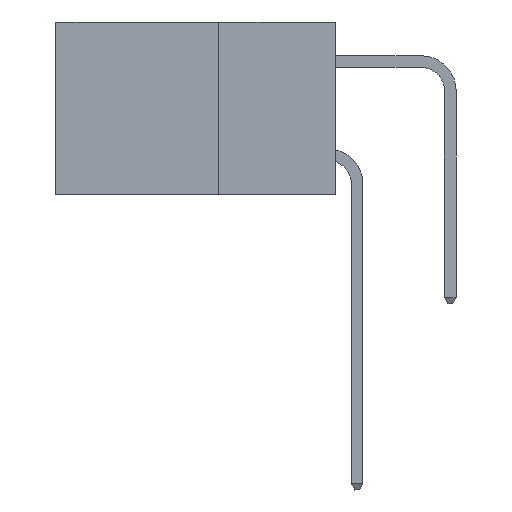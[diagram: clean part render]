
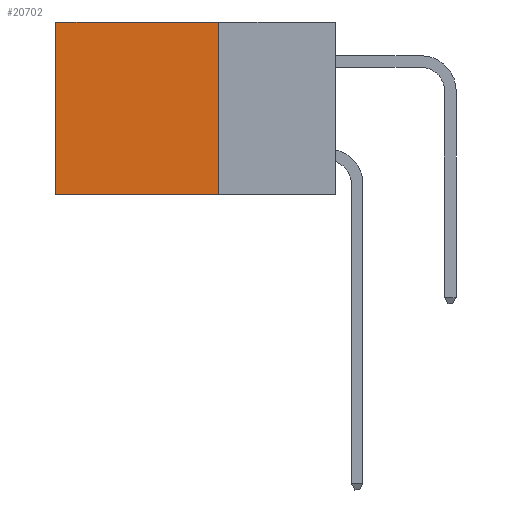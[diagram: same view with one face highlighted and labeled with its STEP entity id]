
A CAD part, left-side view. The second image highlights one B-rep face of the part: STEP entity #20702.
In plain terms, the highlighted planar face has unit normal (-1, 0, 0).
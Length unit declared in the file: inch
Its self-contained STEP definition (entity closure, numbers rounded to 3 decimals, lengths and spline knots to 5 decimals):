
#265 = CARTESIAN_POINT ( 'NONE',  ( 0.2875, 0.25, 0. ) ) ;
#397 = ORIENTED_EDGE ( 'NONE', *, *, #27899, .T. ) ;
#843 = VECTOR ( 'NONE', #4366, 39.37008 ) ;
#2315 = CARTESIAN_POINT ( 'NONE',  ( 0.2875, 0.25, 0. ) ) ;
#2513 = VERTEX_POINT ( 'NONE', #18648 ) ;
#3518 = CARTESIAN_POINT ( 'NONE',  ( 0.2875, 0.25, -0.37 ) ) ;
#3881 = ORIENTED_EDGE ( 'NONE', *, *, #19033, .T. ) ;
#4120 = ORIENTED_EDGE ( 'NONE', *, *, #9792, .F. ) ;
#4366 = DIRECTION ( 'NONE',  ( 0., 1., 0. ) ) ;
#5085 = EDGE_CURVE ( 'NONE', #5436, #26389, #23849, .T. ) ;
#5436 = VERTEX_POINT ( 'NONE', #2315 ) ;
#6466 = EDGE_LOOP ( 'NONE', ( #3881, #4120, #15789, #397 ) ) ;
#6482 = VERTEX_POINT ( 'NONE', #15952 ) ;
#7950 = DIRECTION ( 'NONE',  ( 0., 1., 0. ) ) ;
#8427 = LINE ( 'NONE', #16265, #25121 ) ;
#8732 = DIRECTION ( 'NONE',  ( 0., 0., -1. ) ) ;
#9792 = EDGE_CURVE ( 'NONE', #26389, #6482, #12725, .T. ) ;
#12725 = LINE ( 'NONE', #15278, #843 ) ;
#14891 = CARTESIAN_POINT ( 'NONE',  ( 0.2875, 0.25, 0. ) ) ;
#15278 = CARTESIAN_POINT ( 'NONE',  ( 0.2875, 0.25, -0.37 ) ) ;
#15789 = ORIENTED_EDGE ( 'NONE', *, *, #5085, .F. ) ;
#15952 = CARTESIAN_POINT ( 'NONE',  ( 0.2875, 0.6, -0.37 ) ) ;
#16265 = CARTESIAN_POINT ( 'NONE',  ( 0.2875, 0.6, 0. ) ) ;
#16403 = VECTOR ( 'NONE', #7950, 39.37008 ) ;
#17128 = FACE_OUTER_BOUND ( 'NONE', #6466, .T. ) ;
#17143 = DIRECTION ( 'NONE',  ( 1., 0., 0. ) ) ;
#17794 = LINE ( 'NONE', #21235, #16403 ) ;
#18648 = CARTESIAN_POINT ( 'NONE',  ( 0.2875, 0.6, 0. ) ) ;
#18919 = DIRECTION ( 'NONE',  ( 0., 0., -1. ) ) ;
#19033 = EDGE_CURVE ( 'NONE', #2513, #6482, #8427, .T. ) ;
#20702 = ADVANCED_FACE ( 'NONE', ( #17128 ), #25889, .F. ) ;
#21189 = DIRECTION ( 'NONE',  ( 0., 0., -1. ) ) ;
#21235 = CARTESIAN_POINT ( 'NONE',  ( 0.2875, 0.25, 0. ) ) ;
#22841 = AXIS2_PLACEMENT_3D ( 'NONE', #14891, #17143, #18919 ) ;
#23849 = LINE ( 'NONE', #265, #26575 ) ;
#25121 = VECTOR ( 'NONE', #21189, 39.37008 ) ;
#25889 = PLANE ( 'NONE',  #22841 ) ;
#26389 = VERTEX_POINT ( 'NONE', #3518 ) ;
#26575 = VECTOR ( 'NONE', #8732, 39.37008 ) ;
#27899 = EDGE_CURVE ( 'NONE', #5436, #2513, #17794, .T. ) ;
